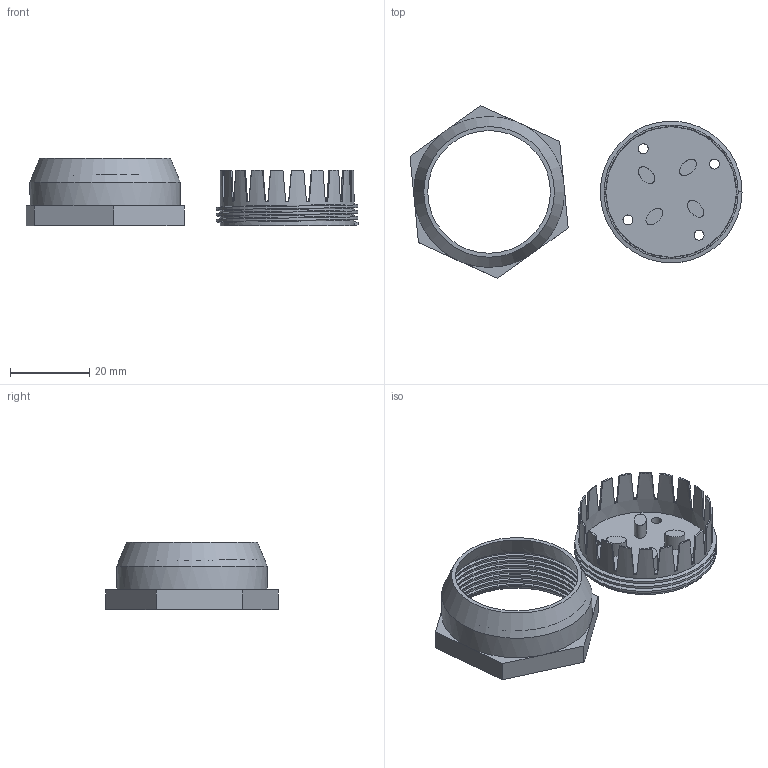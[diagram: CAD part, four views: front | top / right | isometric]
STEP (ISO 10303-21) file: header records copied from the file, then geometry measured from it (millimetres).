
FILE_DESCRIPTION(('FreeCAD Model'),'2;1');
FILE_NAME('Open CASCADE Shape Model','2023-11-29T20:54:32',(''),(''), 'Open CASCADE STEP processor 7.6','FreeCAD','Unknown');
FILE_SCHEMA(('AUTOMOTIVE_DESIGN { 1 0 10303 214 1 1 1 1 }'));
Length unit declared in the file: millimetre
Products named in the file (3): Unnamed; Body001; Body
Assembly tree (2 placements, depth 2):
  Unnamed
    Body001
    Body
Bounding box: 83.88 x 43.67 x 17 mm (x, y, z)
Volume: 5410.3 mm3; surface area: 10457.7 mm2
Topology: 2 solids, 2 shells, 173 faces, 435 edges, 274 vertices
Faces by surface type: bspline 77, plane 70, cylinder 19, extrusion 4, cone 3
Full cylindrical faces by diameter (mm): 2.5 x4, 33 x1, 33.8 x4, 34.75 x3, 34.812 x2, 38 x1
Entity records: 10818 total; most frequent: CARTESIAN_POINT 7079, ORIENTED_EDGE 870, DIRECTION 571, EDGE_CURVE 435, VERTEX_POINT 274, AXIS2_PLACEMENT_3D 215, FACE_BOUND 191, EDGE_LOOP 191
